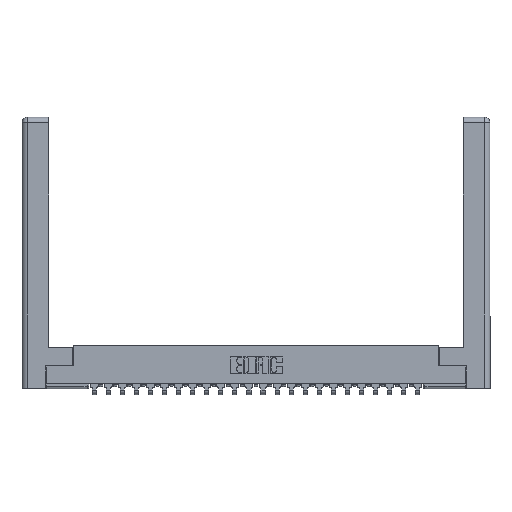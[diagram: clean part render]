
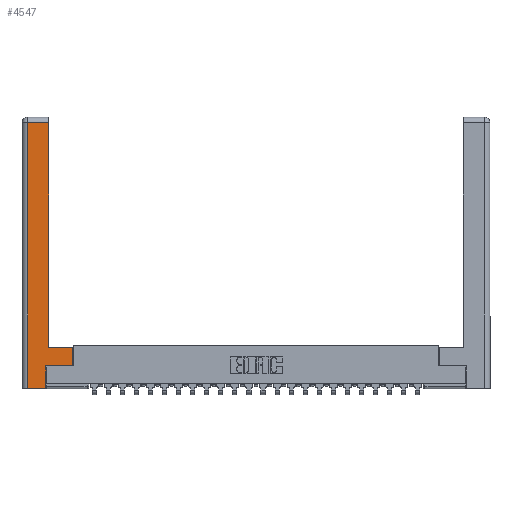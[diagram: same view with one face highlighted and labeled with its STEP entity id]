
A CAD part, top view. The second image highlights one B-rep face of the part: STEP entity #4547.
In plain terms, the highlighted planar face has unit normal (0, 0, 1).
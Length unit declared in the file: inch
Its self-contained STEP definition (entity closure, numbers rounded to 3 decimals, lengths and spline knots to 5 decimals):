
#271 = LINE ( 'NONE', #15923, #3076 ) ;
#290 = DIRECTION ( 'NONE',  ( -1., 0., 0. ) ) ;
#796 = FACE_OUTER_BOUND ( 'NONE', #5619, .T. ) ;
#945 = VECTOR ( 'NONE', #24819, 39.37008 ) ;
#1071 = DIRECTION ( 'NONE',  ( 1., 0., 0. ) ) ;
#1325 = LINE ( 'NONE', #3149, #7252 ) ;
#2218 = ORIENTED_EDGE ( 'NONE', *, *, #16965, .T. ) ;
#2230 = PLANE ( 'NONE',  #4955 ) ;
#2241 = VERTEX_POINT ( 'NONE', #19383 ) ;
#2537 = ORIENTED_EDGE ( 'NONE', *, *, #7965, .T. ) ;
#2662 = LINE ( 'NONE', #8343, #4339 ) ;
#2674 = ORIENTED_EDGE ( 'NONE', *, *, #13193, .T. ) ;
#3076 = VECTOR ( 'NONE', #17882, 39.37008 ) ;
#3149 = CARTESIAN_POINT ( 'NONE',  ( 0.565, 0.45, 0. ) ) ;
#3876 = VECTOR ( 'NONE', #20889, 39.37008 ) ;
#4339 = VECTOR ( 'NONE', #21933, 39.37008 ) ;
#4547 = ADVANCED_FACE ( 'NONE', ( #796 ), #2230, .F. ) ;
#4955 = AXIS2_PLACEMENT_3D ( 'NONE', #20338, #16469, #290 ) ;
#5619 = EDGE_LOOP ( 'NONE', ( #16938, #2218, #24523, #19576, #2674, #6016, #2537, #19728 ) ) ;
#6016 = ORIENTED_EDGE ( 'NONE', *, *, #18169, .T. ) ;
#6710 = VECTOR ( 'NONE', #1071, 39.37008 ) ;
#6819 = CARTESIAN_POINT ( 'NONE',  ( 0.265, 0., 0. ) ) ;
#7019 = CARTESIAN_POINT ( 'NONE',  ( 0.0615, 2.94, 0. ) ) ;
#7252 = VECTOR ( 'NONE', #8969, 39.37008 ) ;
#7508 = CARTESIAN_POINT ( 'NONE',  ( 0.0615, 2.94, 0. ) ) ;
#7965 = EDGE_CURVE ( 'NONE', #2241, #10910, #1325, .T. ) ;
#8343 = CARTESIAN_POINT ( 'NONE',  ( 0.295, 0.45, 0. ) ) ;
#8626 = CARTESIAN_POINT ( 'NONE',  ( 0.265, 0.245, 0. ) ) ;
#8969 = DIRECTION ( 'NONE',  ( 0., 1., 0. ) ) ;
#9062 = CARTESIAN_POINT ( 'NONE',  ( 0.0615, 0., 0. ) ) ;
#10344 = VERTEX_POINT ( 'NONE', #11894 ) ;
#10910 = VERTEX_POINT ( 'NONE', #12107 ) ;
#10999 = EDGE_CURVE ( 'NONE', #12675, #13388, #14927, .T. ) ;
#11894 = CARTESIAN_POINT ( 'NONE',  ( 0.295, 2.94, 0. ) ) ;
#12107 = CARTESIAN_POINT ( 'NONE',  ( 0.565, 0.45, 0. ) ) ;
#12160 = EDGE_CURVE ( 'NONE', #10910, #19631, #2662, .T. ) ;
#12675 = VERTEX_POINT ( 'NONE', #7019 ) ;
#12869 = VECTOR ( 'NONE', #16950, 39.37008 ) ;
#12993 = EDGE_CURVE ( 'NONE', #19631, #10344, #271, .T. ) ;
#13193 = EDGE_CURVE ( 'NONE', #14742, #17325, #16958, .T. ) ;
#13388 = VERTEX_POINT ( 'NONE', #9062 ) ;
#14416 = CARTESIAN_POINT ( 'NONE',  ( 0.265, 0., 0. ) ) ;
#14708 = DIRECTION ( 'NONE',  ( 1., 0., 0. ) ) ;
#14742 = VERTEX_POINT ( 'NONE', #14416 ) ;
#14778 = CARTESIAN_POINT ( 'NONE',  ( 0.565, 0.245, 0. ) ) ;
#14927 = LINE ( 'NONE', #16768, #3876 ) ;
#15923 = CARTESIAN_POINT ( 'NONE',  ( 0.295, 3., 0. ) ) ;
#16469 = DIRECTION ( 'NONE',  ( 0., 0., -1. ) ) ;
#16576 = CARTESIAN_POINT ( 'NONE',  ( 0.265, 0.245, 0. ) ) ;
#16768 = CARTESIAN_POINT ( 'NONE',  ( 0.0615, 0., 0. ) ) ;
#16938 = ORIENTED_EDGE ( 'NONE', *, *, #12993, .T. ) ;
#16950 = DIRECTION ( 'NONE',  ( -1., 0., 0. ) ) ;
#16958 = LINE ( 'NONE', #16576, #945 ) ;
#16965 = EDGE_CURVE ( 'NONE', #10344, #12675, #19268, .T. ) ;
#17325 = VERTEX_POINT ( 'NONE', #8626 ) ;
#17882 = DIRECTION ( 'NONE',  ( 0., 1., 0. ) ) ;
#18169 = EDGE_CURVE ( 'NONE', #17325, #2241, #24717, .T. ) ;
#18329 = LINE ( 'NONE', #6819, #23283 ) ;
#19268 = LINE ( 'NONE', #7508, #12869 ) ;
#19383 = CARTESIAN_POINT ( 'NONE',  ( 0.565, 0.245, 0. ) ) ;
#19576 = ORIENTED_EDGE ( 'NONE', *, *, #22999, .T. ) ;
#19631 = VERTEX_POINT ( 'NONE', #23437 ) ;
#19728 = ORIENTED_EDGE ( 'NONE', *, *, #12160, .T. ) ;
#20338 = CARTESIAN_POINT ( 'NONE',  ( 0., 0., 0. ) ) ;
#20889 = DIRECTION ( 'NONE',  ( 0., -1., 0. ) ) ;
#21933 = DIRECTION ( 'NONE',  ( -1., 0., 0. ) ) ;
#22999 = EDGE_CURVE ( 'NONE', #13388, #14742, #18329, .T. ) ;
#23283 = VECTOR ( 'NONE', #14708, 39.37008 ) ;
#23437 = CARTESIAN_POINT ( 'NONE',  ( 0.295, 0.45, 0. ) ) ;
#24523 = ORIENTED_EDGE ( 'NONE', *, *, #10999, .T. ) ;
#24717 = LINE ( 'NONE', #14778, #6710 ) ;
#24819 = DIRECTION ( 'NONE',  ( 0., 1., 0. ) ) ;
